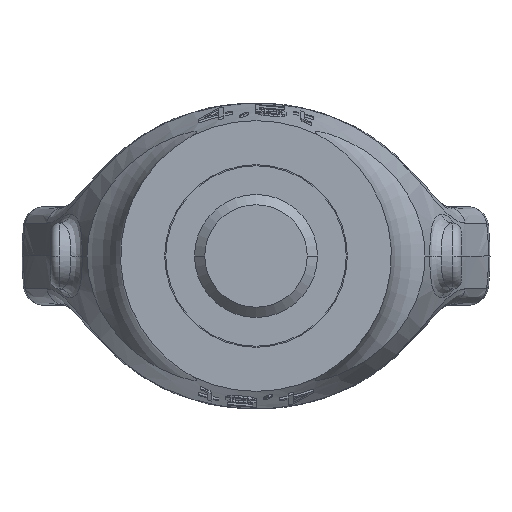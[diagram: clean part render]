
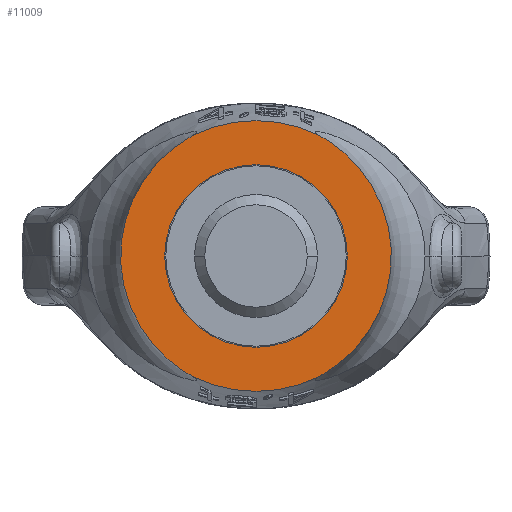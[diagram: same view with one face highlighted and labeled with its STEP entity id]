
A CAD part, front view. The second image highlights one B-rep face of the part: STEP entity #11009.
In plain terms, the highlighted planar face has unit normal (0, -1, 0).
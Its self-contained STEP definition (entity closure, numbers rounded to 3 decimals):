
#2034=CARTESIAN_POINT('',(15.315,0.,-29.463));
#2035=CARTESIAN_POINT('',(16.348,0.,-28.898));
#2036=CARTESIAN_POINT('',(18.34,0.,-27.675));
#2037=CARTESIAN_POINT('',(21.122,0.,-25.553));
#2038=CARTESIAN_POINT('',(23.658,0.,-23.173));
#2039=CARTESIAN_POINT('',(25.928,0.,-20.562));
#2040=CARTESIAN_POINT('',(27.911,0.,-17.748));
#2041=CARTESIAN_POINT('',(29.589,0.,-14.76));
#2042=CARTESIAN_POINT('',(30.948,0.,-11.63));
#2043=CARTESIAN_POINT('',(31.977,0.,-8.387));
#2044=CARTESIAN_POINT('',(32.668,0.,-5.064));
#2045=CARTESIAN_POINT('',(33.014,0.,-1.693));
#2046=CARTESIAN_POINT('',(33.014,0.,1.693));
#2047=CARTESIAN_POINT('',(32.668,0.,5.064));
#2048=CARTESIAN_POINT('',(31.977,0.,8.387));
#2049=CARTESIAN_POINT('',(30.948,0.,11.63));
#2050=CARTESIAN_POINT('',(29.589,0.,14.76));
#2051=CARTESIAN_POINT('',(27.911,0.,17.748));
#2052=CARTESIAN_POINT('',(25.928,0.,20.562));
#2053=CARTESIAN_POINT('',(23.658,0.,23.173));
#2054=CARTESIAN_POINT('',(21.122,0.,25.553));
#2055=CARTESIAN_POINT('',(18.34,0.,27.675));
#2056=CARTESIAN_POINT('',(16.348,0.,28.898));
#2057=CARTESIAN_POINT('',(15.315,0.,29.463));
#2059=CARTESIAN_POINT('',(15.315,0.,-29.463));
#2060=CARTESIAN_POINT('',(14.561,0.,-29.832));
#2061=CARTESIAN_POINT('',(12.78,0.,-30.625));
#2062=CARTESIAN_POINT('',(9.886,0.,-31.63));
#2063=CARTESIAN_POINT('',(6.644,0.,-32.418));
#2064=CARTESIAN_POINT('',(3.338,0.,-32.894));
#2065=CARTESIAN_POINT('',(0.,0.,-33.053));
#2066=CARTESIAN_POINT('',(-3.338,0.,-32.894));
#2067=CARTESIAN_POINT('',(-6.644,0.,-32.418));
#2068=CARTESIAN_POINT('',(-9.886,0.,-31.63));
#2069=CARTESIAN_POINT('',(-12.78,0.,-30.625));
#2070=CARTESIAN_POINT('',(-14.561,0.,-29.832));
#2071=CARTESIAN_POINT('',(-15.315,0.,-29.463));
#2073=CARTESIAN_POINT('',(15.315,0.,29.463));
#2074=CARTESIAN_POINT('',(14.561,0.,29.832));
#2075=CARTESIAN_POINT('',(12.78,0.,30.625));
#2076=CARTESIAN_POINT('',(9.886,0.,31.63));
#2077=CARTESIAN_POINT('',(6.644,0.,32.418));
#2078=CARTESIAN_POINT('',(3.338,0.,32.894));
#2079=CARTESIAN_POINT('',(0.,0.,33.053));
#2080=CARTESIAN_POINT('',(-3.338,0.,32.894));
#2081=CARTESIAN_POINT('',(-6.644,0.,32.418));
#2082=CARTESIAN_POINT('',(-9.886,0.,31.63));
#2083=CARTESIAN_POINT('',(-12.78,0.,30.625));
#2084=CARTESIAN_POINT('',(-14.561,0.,29.832));
#2085=CARTESIAN_POINT('',(-15.315,0.,29.463));
#2087=CARTESIAN_POINT('',(0.,0.,0.));
#2088=DIRECTION('',(0.,-1.,0.));
#2089=DIRECTION('',(1.,0.,0.));
#2090=AXIS2_PLACEMENT_3D('',#2087,#2088,#2089);
#2092=CARTESIAN_POINT('',(0.,0.,0.));
#2093=DIRECTION('',(0.,-1.,0.));
#2094=DIRECTION('',(-1.,0.,0.));
#2095=AXIS2_PLACEMENT_3D('',#2092,#2093,#2094);
#2097=CARTESIAN_POINT('',(-15.315,0.,29.463));
#2098=CARTESIAN_POINT('',(-16.348,0.,28.898));
#2099=CARTESIAN_POINT('',(-18.34,0.,27.675));
#2100=CARTESIAN_POINT('',(-21.122,0.,25.553));
#2101=CARTESIAN_POINT('',(-23.658,0.,23.173));
#2102=CARTESIAN_POINT('',(-25.928,0.,20.562));
#2103=CARTESIAN_POINT('',(-27.911,0.,17.748));
#2104=CARTESIAN_POINT('',(-29.589,0.,14.76));
#2105=CARTESIAN_POINT('',(-30.948,0.,11.63));
#2106=CARTESIAN_POINT('',(-31.977,0.,8.387));
#2107=CARTESIAN_POINT('',(-32.668,0.,5.064));
#2108=CARTESIAN_POINT('',(-33.014,0.,1.693));
#2109=CARTESIAN_POINT('',(-33.014,0.,-1.693));
#2110=CARTESIAN_POINT('',(-32.668,0.,-5.064));
#2111=CARTESIAN_POINT('',(-31.977,0.,-8.387));
#2112=CARTESIAN_POINT('',(-30.948,0.,-11.63));
#2113=CARTESIAN_POINT('',(-29.589,0.,-14.76));
#2114=CARTESIAN_POINT('',(-27.911,0.,-17.748));
#2115=CARTESIAN_POINT('',(-25.928,0.,-20.562));
#2116=CARTESIAN_POINT('',(-23.658,0.,-23.173));
#2117=CARTESIAN_POINT('',(-21.122,0.,-25.553));
#2118=CARTESIAN_POINT('',(-18.34,0.,-27.675));
#2119=CARTESIAN_POINT('',(-16.348,0.,-28.898));
#2120=CARTESIAN_POINT('',(-15.315,0.,-29.463));
#6902=CARTESIAN_POINT('',(22.25,0.,0.));
#6903=CARTESIAN_POINT('',(-22.25,0.,0.));
#6904=VERTEX_POINT('',#6902);
#6905=VERTEX_POINT('',#6903);
#7623=VERTEX_POINT('',#2073);
#7624=VERTEX_POINT('',#2085);
#7633=VERTEX_POINT('',#2059);
#7634=VERTEX_POINT('',#2071);
#10991=CARTESIAN_POINT('',(-34.097,0.,0.));
#10992=DIRECTION('',(0.,-1.,0.));
#10993=DIRECTION('',(1.,0.,0.));
#10994=AXIS2_PLACEMENT_3D('',#10991,#10992,#10993);
#10995=PLANE('',#10994);
#10996=ORIENTED_EDGE('',*,*,#10984,.F.);
#10997=ORIENTED_EDGE('',*,*,#8667,.T.);
#10999=ORIENTED_EDGE('',*,*,#10998,.F.);
#11000=ORIENTED_EDGE('',*,*,#9555,.F.);
#11001=EDGE_LOOP('',(#10996,#10997,#10999,#11000));
#11002=FACE_OUTER_BOUND('',#11001,.F.);
#11004=ORIENTED_EDGE('',*,*,#11003,.T.);
#11006=ORIENTED_EDGE('',*,*,#11005,.T.);
#11007=EDGE_LOOP('',(#11004,#11006));
#11008=FACE_BOUND('',#11007,.F.);
#11009=ADVANCED_FACE('',(#11002,#11008),#10995,.T.);
#2058=B_SPLINE_CURVE_WITH_KNOTS('',3,(#2034,#2035,#2036,#2037,#2038,#2039,#2040,
#2041,#2042,#2043,#2044,#2045,#2046,#2047,#2048,#2049,#2050,#2051,#2052,#2053,
#2054,#2055,#2056,#2057),.UNSPECIFIED.,.F.,.F.,(4,1,1,1,1,1,1,1,1,1,1,1,1,1,1,1,
1,1,1,1,1,4),(0.,0.048,0.095,0.143,
0.19,0.238,0.286,0.333,
0.381,0.429,0.476,0.524,
0.571,0.619,0.667,0.714,
0.762,0.81,0.857,0.905,
0.952,1.),.UNSPECIFIED.);
#2072=B_SPLINE_CURVE_WITH_KNOTS('',3,(#2059,#2060,#2061,#2062,#2063,#2064,#2065,
#2066,#2067,#2068,#2069,#2070,#2071),.UNSPECIFIED.,.F.,.F.,(4,1,1,1,1,1,1,1,1,1,
4),(0.,0.08,0.185,0.29,
0.395,0.5,0.605,0.71,0.815,
0.92,1.),.UNSPECIFIED.);
#2086=B_SPLINE_CURVE_WITH_KNOTS('',3,(#2073,#2074,#2075,#2076,#2077,#2078,#2079,
#2080,#2081,#2082,#2083,#2084,#2085),.UNSPECIFIED.,.F.,.F.,(4,1,1,1,1,1,1,1,1,1,
4),(0.,0.08,0.185,0.29,
0.395,0.5,0.605,0.71,0.815,
0.92,1.),.UNSPECIFIED.);
#2091=CIRCLE('',#2090,22.25);
#2096=CIRCLE('',#2095,22.25);
#2121=B_SPLINE_CURVE_WITH_KNOTS('',3,(#2097,#2098,#2099,#2100,#2101,#2102,#2103,
#2104,#2105,#2106,#2107,#2108,#2109,#2110,#2111,#2112,#2113,#2114,#2115,#2116,
#2117,#2118,#2119,#2120),.UNSPECIFIED.,.F.,.F.,(4,1,1,1,1,1,1,1,1,1,1,1,1,1,1,1,
1,1,1,1,1,4),(0.,0.048,0.095,0.143,
0.19,0.238,0.286,0.333,
0.381,0.429,0.476,0.524,
0.571,0.619,0.667,0.714,
0.762,0.81,0.857,0.905,
0.952,1.),.UNSPECIFIED.);
#8667=EDGE_CURVE('',#7633,#7634,#2072,.T.);
#9555=EDGE_CURVE('',#7623,#7624,#2086,.T.);
#10984=EDGE_CURVE('',#7633,#7623,#2058,.T.);
#10998=EDGE_CURVE('',#7624,#7634,#2121,.T.);
#11003=EDGE_CURVE('',#6904,#6905,#2091,.T.);
#11005=EDGE_CURVE('',#6905,#6904,#2096,.T.);
